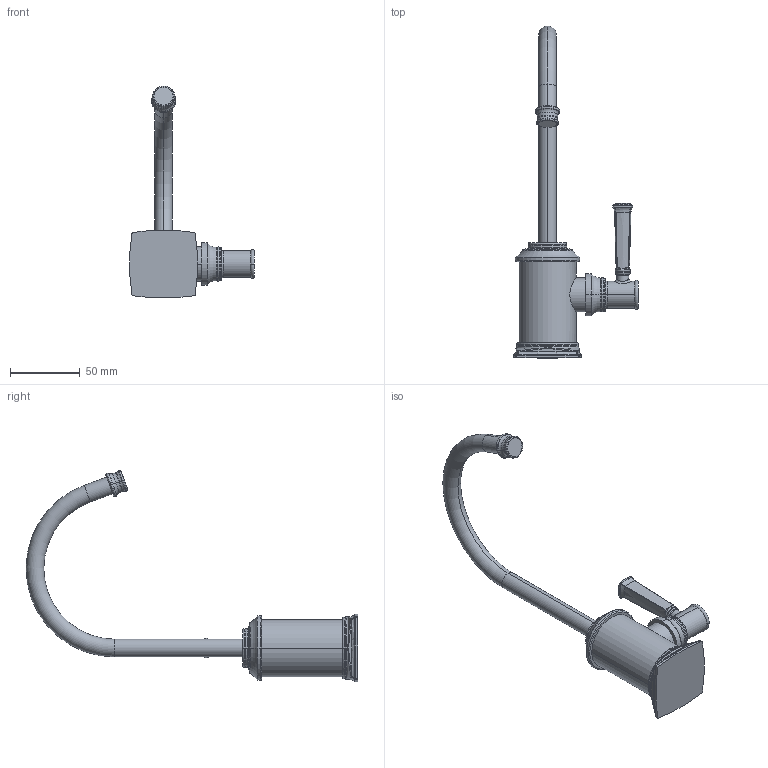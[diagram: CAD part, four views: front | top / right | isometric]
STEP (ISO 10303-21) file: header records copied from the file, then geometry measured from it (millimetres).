
FILE_DESCRIPTION((''),'2;1');
FILE_NAME('3160-5623','2021-04-22T09:38:50',('jinson.thomas'),(''),'CREO PARAMETRIC BY PTC INC, 2018400','CREO PARAMETRIC BY PTC INC, 2018400','');
FILE_SCHEMA(('CONFIG_CONTROL_DESIGN'));
Length unit declared in the file: inch
Products named in the file (1): 3160-5623
Bounding box: 89.46 x 238.07 x 152.02 mm (x, y, z)
Volume: 172699.7 mm3; surface area: 32941.5 mm2
Topology: 1 solids, 1 shells, 261 faces, 544 edges, 293 vertices
Faces by surface type: torus 112, bspline 76, cylinder 38, sphere 20, plane 11, cone 4
Entity records: 9745 total; most frequent: CARTESIAN_POINT 4530, DIRECTION 1131, ORIENTED_EDGE 1088, AXIS2_PLACEMENT_3D 548, EDGE_CURVE 544, CIRCLE 363, VERTEX_POINT 293, EDGE_LOOP 269
